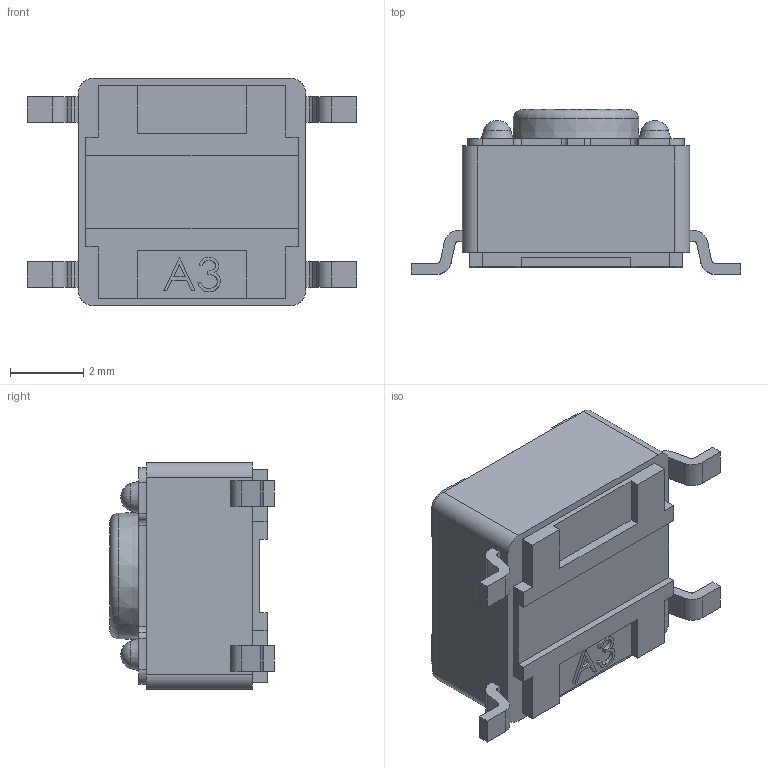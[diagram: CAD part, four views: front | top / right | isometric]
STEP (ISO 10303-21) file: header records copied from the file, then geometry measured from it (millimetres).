
FILE_DESCRIPTION(/* description */ (''),/* implementation_level */ '2;1');
FILE_NAME(/* name */ '505-2-1-1-xx-xx.stp',/* time_stamp */ '2026-02-02T09:44:49+01:00',/* author */ ('Andreas.Larin'),/* organization */ (''),/* preprocessor_version */ 'ST-DEVELOPER v20',/* originating_system */ 'Autodesk Inventor 2025',/* authorisation */ '');
FILE_SCHEMA (('AUTOMOTIVE_DESIGN { 1 0 10303 214 3 1 1 }'));
Length unit declared in the file: millimetre
Products named in the file (1): 505-2-1-1-xx-xx
Bounding box: 9 x 4.5 x 6.2 mm (x, y, z)
Volume: 134.8 mm3; surface area: 207.1 mm2
Topology: 1 solids, 5 shells, 208 faces, 535 edges, 356 vertices
Faces by surface type: plane 119, cylinder 57, bspline 14, torus 9, cone 5, sphere 4
Full cylindrical faces by diameter (mm): 0.88 x4, 0.9 x4, 3.7 x1
Entity records: 7454 total; most frequent: CARTESIAN_POINT 2130, ORIENTED_EDGE 1070, DIRECTION 1010, EDGE_CURVE 535, LINE 362, VECTOR 362, VERTEX_POINT 356, AXIS2_PLACEMENT_3D 324
